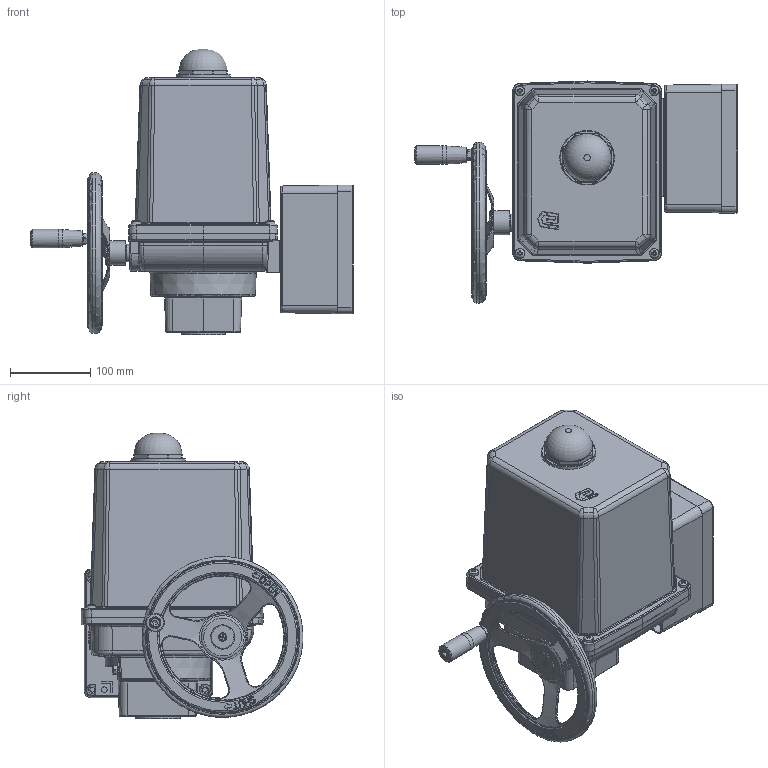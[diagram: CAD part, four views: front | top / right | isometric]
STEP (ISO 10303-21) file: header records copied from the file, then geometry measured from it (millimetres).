
FILE_DESCRIPTION(('HOOPS Exchange Step'),'2;1');
FILE_NAME('AN0301_203.stp','2025-04-25T13:36:23+02:00',('nieru'),('Unknown organisation'),'HOOPS Exchange 2024.2','HOOPS Exchange','Unknown authorisation');
FILE_SCHEMA( ('AP203_CONFIGURATION_CONTROLLED_3D_DESIGN_OF_MECHANICAL_PARTS_AND_ASSEMBLIES_MIM_LF') );
Length unit declared in the file: millimetre
Products named in the file (5): 0; root
Assembly tree (4 placements, depth 3):
  root
    0
      0
      0
      0
Bounding box: 400.89 x 275.95 x 354.7 mm (x, y, z)
Volume: 10706529.5 mm3; surface area: 739216.8 mm2
Topology: 35 solids, 35 shells, 2206 faces, 5473 edges, 3340 vertices
Faces by surface type: cylinder 824, plane 539, torus 333, bspline 291, cone 149, sphere 70
Full cylindrical faces by diameter (mm): 3.1 x1, 3.219 x1, 4.773 x1, 6 x9, 6.647 x5, 7 x4, 8 x5, 8.197 x1, 8.376 x4, 9 x1, 9.6 x2, 10 x4, 10.5 x1, 11 x4, 11.6 x2, 12.7 x1, 13 x1, 13.5 x1, 14 x2, 16 x1, 18 x2, 19.2 x2, 20 x4, 21.5 x1, 23 x1, 24 x3, 27.5 x2, 30 x3, 34 x2, 34.2 x1
Entity records: 163479 total; most frequent: CARTESIAN_POINT 114341, ORIENTED_EDGE 10768, DIRECTION 9201, EDGE_CURVE 5384, AXIS2_PLACEMENT_3D 3655, VERTEX_POINT 3340, EDGE_LOOP 2338, FACE_BOUND 2338
